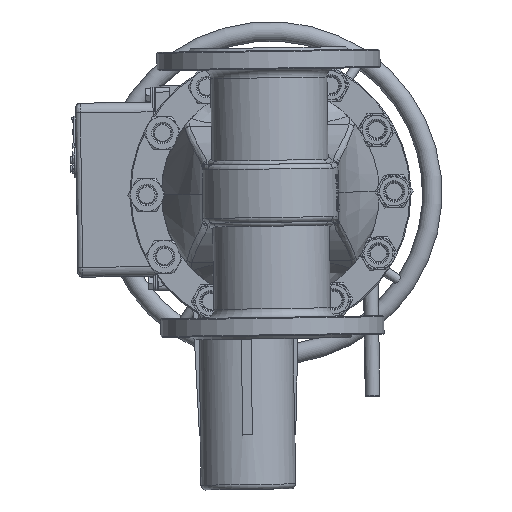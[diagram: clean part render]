
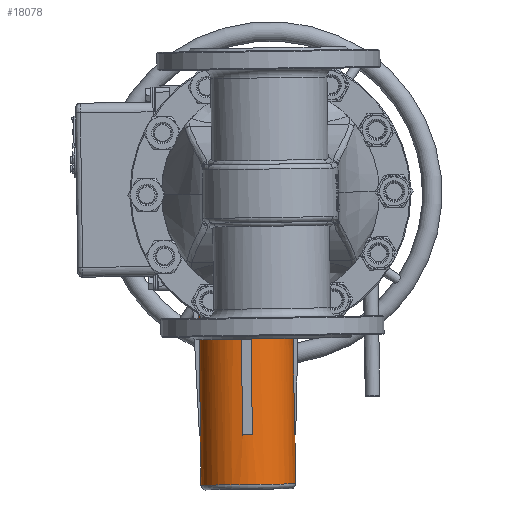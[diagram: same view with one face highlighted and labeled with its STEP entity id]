
A CAD part, front view. The second image highlights one B-rep face of the part: STEP entity #18078.
In plain terms, the highlighted cylindrical face has radius 48.788 mm (diameter 97.575 mm), a full revolution.
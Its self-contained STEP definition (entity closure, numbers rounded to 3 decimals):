
#831=ELLIPSE('',#19794,48.821,48.788);
#832=ELLIPSE('',#19796,48.821,48.788);
#833=ELLIPSE('',#19798,48.821,48.788);
#834=ELLIPSE('',#19800,48.821,48.788);
#835=ELLIPSE('',#19802,48.821,48.788);
#2090=FACE_OUTER_BOUND('',#3202,.T.);
#3202=EDGE_LOOP('',(#13045,#13046,#13047,#13048,#13049,#13050,#13051,#13052,
#13053,#13054,#13055,#13056,#13057,#13058,#13059,#13060,#13061,#13062,#13063,
#13064));
#4581=LINE('',#28378,#5717);
#4582=LINE('',#28382,#5718);
#4583=LINE('',#28386,#5719);
#4584=LINE('',#28390,#5720);
#4585=LINE('',#28394,#5721);
#4586=LINE('',#28398,#5722);
#4587=LINE('',#28402,#5723);
#4588=LINE('',#28406,#5724);
#4589=LINE('',#28410,#5725);
#5717=VECTOR('',#22905,48.788);
#5718=VECTOR('',#22908,10.);
#5719=VECTOR('',#22911,10.);
#5720=VECTOR('',#22914,10.);
#5721=VECTOR('',#22917,10.);
#5722=VECTOR('',#22920,10.);
#5723=VECTOR('',#22923,10.);
#5724=VECTOR('',#22926,10.);
#5725=VECTOR('',#22929,10.);
#6730=CIRCLE('',#19792,48.788);
#6731=CIRCLE('',#19795,48.788);
#6732=CIRCLE('',#19797,48.788);
#6733=CIRCLE('',#19799,48.788);
#6734=CIRCLE('',#19801,48.788);
#7900=VERTEX_POINT('',#28373);
#7901=VERTEX_POINT('',#28377);
#7902=VERTEX_POINT('',#28379);
#7903=VERTEX_POINT('',#28381);
#7904=VERTEX_POINT('',#28383);
#7905=VERTEX_POINT('',#28385);
#7906=VERTEX_POINT('',#28387);
#7907=VERTEX_POINT('',#28389);
#7908=VERTEX_POINT('',#28391);
#7909=VERTEX_POINT('',#28393);
#7910=VERTEX_POINT('',#28395);
#7911=VERTEX_POINT('',#28397);
#7912=VERTEX_POINT('',#28399);
#7913=VERTEX_POINT('',#28401);
#7914=VERTEX_POINT('',#28403);
#7915=VERTEX_POINT('',#28405);
#7916=VERTEX_POINT('',#28407);
#7917=VERTEX_POINT('',#28409);
#9781=EDGE_CURVE('',#7900,#7900,#6730,.T.);
#9782=EDGE_CURVE('',#7900,#7901,#4581,.T.);
#9783=EDGE_CURVE('',#7901,#7902,#831,.T.);
#9784=EDGE_CURVE('',#7902,#7903,#4582,.T.);
#9785=EDGE_CURVE('',#7904,#7903,#6731,.T.);
#9786=EDGE_CURVE('',#7904,#7905,#4583,.T.);
#9787=EDGE_CURVE('',#7905,#7906,#832,.T.);
#9788=EDGE_CURVE('',#7906,#7907,#4584,.T.);
#9789=EDGE_CURVE('',#7908,#7907,#6732,.T.);
#9790=EDGE_CURVE('',#7908,#7909,#4585,.T.);
#9791=EDGE_CURVE('',#7909,#7910,#833,.T.);
#9792=EDGE_CURVE('',#7910,#7911,#4586,.T.);
#9793=EDGE_CURVE('',#7912,#7911,#6733,.T.);
#9794=EDGE_CURVE('',#7912,#7913,#4587,.T.);
#9795=EDGE_CURVE('',#7913,#7914,#834,.T.);
#9796=EDGE_CURVE('',#7914,#7915,#4588,.T.);
#9797=EDGE_CURVE('',#7916,#7915,#6734,.T.);
#9798=EDGE_CURVE('',#7916,#7917,#4589,.T.);
#9799=EDGE_CURVE('',#7917,#7901,#835,.T.);
#13045=ORIENTED_EDGE('',*,*,#9781,.F.);
#13046=ORIENTED_EDGE('',*,*,#9782,.T.);
#13047=ORIENTED_EDGE('',*,*,#9783,.T.);
#13048=ORIENTED_EDGE('',*,*,#9784,.T.);
#13049=ORIENTED_EDGE('',*,*,#9785,.F.);
#13050=ORIENTED_EDGE('',*,*,#9786,.T.);
#13051=ORIENTED_EDGE('',*,*,#9787,.T.);
#13052=ORIENTED_EDGE('',*,*,#9788,.T.);
#13053=ORIENTED_EDGE('',*,*,#9789,.F.);
#13054=ORIENTED_EDGE('',*,*,#9790,.T.);
#13055=ORIENTED_EDGE('',*,*,#9791,.T.);
#13056=ORIENTED_EDGE('',*,*,#9792,.T.);
#13057=ORIENTED_EDGE('',*,*,#9793,.F.);
#13058=ORIENTED_EDGE('',*,*,#9794,.T.);
#13059=ORIENTED_EDGE('',*,*,#9795,.T.);
#13060=ORIENTED_EDGE('',*,*,#9796,.T.);
#13061=ORIENTED_EDGE('',*,*,#9797,.F.);
#13062=ORIENTED_EDGE('',*,*,#9798,.T.);
#13063=ORIENTED_EDGE('',*,*,#9799,.T.);
#13064=ORIENTED_EDGE('',*,*,#9782,.F.);
#16833=CYLINDRICAL_SURFACE('',#19793,48.788);
#18078=ADVANCED_FACE('',(#2090),#16833,.T.);
#19792=AXIS2_PLACEMENT_3D('',#28375,#22901,#22902);
#19793=AXIS2_PLACEMENT_3D('',#28376,#22903,#22904);
#19794=AXIS2_PLACEMENT_3D('',#28380,#22906,#22907);
#19795=AXIS2_PLACEMENT_3D('',#28384,#22909,#22910);
#19796=AXIS2_PLACEMENT_3D('',#28388,#22912,#22913);
#19797=AXIS2_PLACEMENT_3D('',#28392,#22915,#22916);
#19798=AXIS2_PLACEMENT_3D('',#28396,#22918,#22919);
#19799=AXIS2_PLACEMENT_3D('',#28400,#22921,#22922);
#19800=AXIS2_PLACEMENT_3D('',#28404,#22924,#22925);
#19801=AXIS2_PLACEMENT_3D('',#28408,#22927,#22928);
#19802=AXIS2_PLACEMENT_3D('',#28411,#22930,#22931);
#22901=DIRECTION('center_axis',(0.,0.,-1.));
#22902=DIRECTION('ref_axis',(1.,0.,0.));
#22903=DIRECTION('center_axis',(0.,0.,-1.));
#22904=DIRECTION('ref_axis',(-1.,0.,0.));
#22905=DIRECTION('',(0.,0.,1.));
#22906=DIRECTION('center_axis',(-0.037,0.,
-0.999));
#22907=DIRECTION('ref_axis',(-0.999,0.,0.037));
#22908=DIRECTION('',(0.,0.,1.));
#22909=DIRECTION('center_axis',(0.,0.,1.));
#22910=DIRECTION('ref_axis',(-1.,0.,0.));
#22911=DIRECTION('',(0.,0.,-1.));
#22912=DIRECTION('center_axis',(0.,0.037,
-0.999));
#22913=DIRECTION('ref_axis',(0.,0.999,0.037));
#22914=DIRECTION('',(0.,0.,1.));
#22915=DIRECTION('center_axis',(0.,0.,1.));
#22916=DIRECTION('ref_axis',(-1.,0.,0.));
#22917=DIRECTION('',(0.,0.,-1.));
#22918=DIRECTION('center_axis',(0.037,0.,
-0.999));
#22919=DIRECTION('ref_axis',(-0.999,0.,-0.037));
#22920=DIRECTION('',(0.,0.,1.));
#22921=DIRECTION('center_axis',(0.,0.,1.));
#22922=DIRECTION('ref_axis',(-1.,0.,0.));
#22923=DIRECTION('',(0.,0.,-1.));
#22924=DIRECTION('center_axis',(0.,-0.037,-0.999));
#22925=DIRECTION('ref_axis',(0.,0.999,-0.037));
#22926=DIRECTION('',(0.,0.,1.));
#22927=DIRECTION('center_axis',(0.,0.,1.));
#22928=DIRECTION('ref_axis',(-1.,0.,0.));
#22929=DIRECTION('',(0.,0.,-1.));
#22930=DIRECTION('center_axis',(-0.037,0.,
-0.999));
#22931=DIRECTION('ref_axis',(-0.999,0.,0.037));
#28373=CARTESIAN_POINT('',(21.505,121.288,-300.));
#28375=CARTESIAN_POINT('Origin',(-27.283,121.288,-300.));
#28376=CARTESIAN_POINT('Origin',(-27.283,121.288,-105.));
#28377=CARTESIAN_POINT('',(21.505,121.288,-248.824));
#28378=CARTESIAN_POINT('',(21.505,121.288,-105.));
#28379=CARTESIAN_POINT('',(21.248,116.288,-248.814));
#28380=CARTESIAN_POINT('Origin',(-27.283,121.288,-247.009));
#28381=CARTESIAN_POINT('',(21.248,116.288,-105.));
#28382=CARTESIAN_POINT('',(21.248,116.288,-105.));
#28383=CARTESIAN_POINT('',(-22.283,72.758,-105.));
#28384=CARTESIAN_POINT('Origin',(-27.283,121.288,-105.));
#28385=CARTESIAN_POINT('',(-22.283,72.758,-248.814));
#28386=CARTESIAN_POINT('',(-22.283,72.758,-105.));
#28387=CARTESIAN_POINT('',(-32.283,72.758,-248.814));
#28388=CARTESIAN_POINT('Origin',(-27.283,121.288,-247.009));
#28389=CARTESIAN_POINT('',(-32.283,72.758,-105.));
#28390=CARTESIAN_POINT('',(-32.283,72.758,-105.));
#28391=CARTESIAN_POINT('',(-75.814,116.288,-105.));
#28392=CARTESIAN_POINT('Origin',(-27.283,121.288,-105.));
#28393=CARTESIAN_POINT('',(-75.814,116.288,-248.814));
#28394=CARTESIAN_POINT('',(-75.814,116.288,-105.));
#28395=CARTESIAN_POINT('',(-75.814,126.288,-248.814));
#28396=CARTESIAN_POINT('Origin',(-27.283,121.288,-247.009));
#28397=CARTESIAN_POINT('',(-75.814,126.288,-105.));
#28398=CARTESIAN_POINT('',(-75.814,126.288,-105.));
#28399=CARTESIAN_POINT('',(-32.283,169.819,-105.));
#28400=CARTESIAN_POINT('Origin',(-27.283,121.288,-105.));
#28401=CARTESIAN_POINT('',(-32.283,169.819,-248.814));
#28402=CARTESIAN_POINT('',(-32.283,169.819,-105.));
#28403=CARTESIAN_POINT('',(-22.283,169.819,-248.814));
#28404=CARTESIAN_POINT('Origin',(-27.283,121.288,-247.009));
#28405=CARTESIAN_POINT('',(-22.283,169.819,-105.));
#28406=CARTESIAN_POINT('',(-22.283,169.819,-105.));
#28407=CARTESIAN_POINT('',(21.248,126.288,-105.));
#28408=CARTESIAN_POINT('Origin',(-27.283,121.288,-105.));
#28409=CARTESIAN_POINT('',(21.248,126.288,-248.814));
#28410=CARTESIAN_POINT('',(21.248,126.288,-105.));
#28411=CARTESIAN_POINT('Origin',(-27.283,121.288,-247.009));
